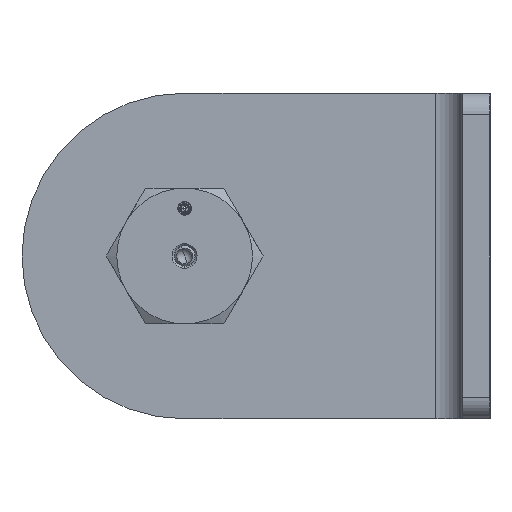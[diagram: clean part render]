
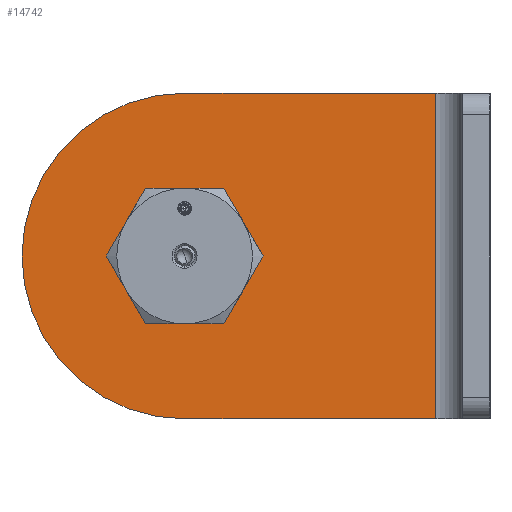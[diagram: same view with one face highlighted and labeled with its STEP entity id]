
A CAD part, left-side view. The second image highlights one B-rep face of the part: STEP entity #14742.
In plain terms, the highlighted face is planar.
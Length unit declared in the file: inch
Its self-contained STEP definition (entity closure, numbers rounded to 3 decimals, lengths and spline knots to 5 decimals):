
#111 = CARTESIAN_POINT ( 'NONE',  ( -1.5, 2.81, 0.25 ) ) ;
#863 = CARTESIAN_POINT ( 'NONE',  ( 1.5, 2.81, 0.25 ) ) ;
#981 = EDGE_CURVE ( 'NONE', #13384, #15016, #6669, .T. ) ;
#1050 = AXIS2_PLACEMENT_3D ( 'NONE', #7014, #15295, #3416 ) ;
#1311 = DIRECTION ( 'NONE',  ( 1., 0., 0. ) ) ;
#1649 = CARTESIAN_POINT ( 'NONE',  ( 0., 2.812, 0.25 ) ) ;
#1734 = EDGE_CURVE ( 'NONE', #12939, #2843, #10528, .T. ) ;
#1798 = CARTESIAN_POINT ( 'NONE',  ( 1.5, 0.5, 0.25 ) ) ;
#2008 = DIRECTION ( 'NONE',  ( 0., 1., 0. ) ) ;
#2050 = CARTESIAN_POINT ( 'NONE',  ( 0.5005, 2.812, 0.25 ) ) ;
#2583 = CARTESIAN_POINT ( 'NONE',  ( 0.438, 2.812, 0.25 ) ) ;
#2645 = DIRECTION ( 'NONE',  ( 1., 0., 0. ) ) ;
#2843 = VERTEX_POINT ( 'NONE', #7426 ) ;
#2857 = CIRCLE ( 'NONE', #10226, 0.0625 ) ;
#3297 = CARTESIAN_POINT ( 'NONE',  ( 1.5, 0.5, 0.25 ) ) ;
#3392 = CARTESIAN_POINT ( 'NONE',  ( -1.5, 0., 0.25 ) ) ;
#3416 = DIRECTION ( 'NONE',  ( 1., 0., 0. ) ) ;
#3832 = CARTESIAN_POINT ( 'NONE',  ( 0.438, 2.812, 0.25 ) ) ;
#3887 = DIRECTION ( 'NONE',  ( 0., 0., 1. ) ) ;
#4499 = CIRCLE ( 'NONE', #13414, 0.453 ) ;
#4528 = AXIS2_PLACEMENT_3D ( 'NONE', #15119, #6362, #8733 ) ;
#4593 = EDGE_LOOP ( 'NONE', ( #5922, #8234, #10006, #10271 ) ) ;
#4630 = AXIS2_PLACEMENT_3D ( 'NONE', #3832, #8686, #2645 ) ;
#4673 = EDGE_CURVE ( 'NONE', #2843, #15016, #13176, .T. ) ;
#4859 = VECTOR ( 'NONE', #2008, 39.37008 ) ;
#5163 = FACE_BOUND ( 'NONE', #11868, .T. ) ;
#5737 = EDGE_CURVE ( 'NONE', #12939, #13384, #8074, .T. ) ;
#5922 = ORIENTED_EDGE ( 'NONE', *, *, #981, .T. ) ;
#5945 = DIRECTION ( 'NONE',  ( 0., 1., 0. ) ) ;
#6362 = DIRECTION ( 'NONE',  ( 0., 0., 1. ) ) ;
#6393 = VERTEX_POINT ( 'NONE', #14259 ) ;
#6669 = CIRCLE ( 'NONE', #1050, 1.5 ) ;
#6970 = ORIENTED_EDGE ( 'NONE', *, *, #12940, .F. ) ;
#7014 = CARTESIAN_POINT ( 'NONE',  ( 0., 2.81, 0.25 ) ) ;
#7053 = EDGE_CURVE ( 'NONE', #15564, #8001, #2857, .T. ) ;
#7173 = CIRCLE ( 'NONE', #4630, 0.0625 ) ;
#7408 = ORIENTED_EDGE ( 'NONE', *, *, #8117, .F. ) ;
#7426 = CARTESIAN_POINT ( 'NONE',  ( -1.5, 0.5, 0.25 ) ) ;
#7444 = CARTESIAN_POINT ( 'NONE',  ( 0.4488, 2.87356, 0.25 ) ) ;
#8001 = VERTEX_POINT ( 'NONE', #7444 ) ;
#8074 = LINE ( 'NONE', #14371, #4859 ) ;
#8117 = EDGE_CURVE ( 'NONE', #6393, #15564, #7173, .T. ) ;
#8234 = ORIENTED_EDGE ( 'NONE', *, *, #4673, .F. ) ;
#8686 = DIRECTION ( 'NONE',  ( 0., 0., 1. ) ) ;
#8733 = DIRECTION ( 'NONE',  ( 1., 0., 0. ) ) ;
#9322 = DIRECTION ( 'NONE',  ( -1., 0., 0. ) ) ;
#10006 = ORIENTED_EDGE ( 'NONE', *, *, #1734, .F. ) ;
#10226 = AXIS2_PLACEMENT_3D ( 'NONE', #2583, #12224, #1311 ) ;
#10271 = ORIENTED_EDGE ( 'NONE', *, *, #5737, .T. ) ;
#10528 = LINE ( 'NONE', #3297, #12301 ) ;
#11868 = EDGE_LOOP ( 'NONE', ( #7408, #6970, #15460 ) ) ;
#12224 = DIRECTION ( 'NONE',  ( 0., 0., 1. ) ) ;
#12301 = VECTOR ( 'NONE', #9322, 39.37008 ) ;
#12327 = FACE_OUTER_BOUND ( 'NONE', #4593, .T. ) ;
#12939 = VERTEX_POINT ( 'NONE', #1798 ) ;
#12940 = EDGE_CURVE ( 'NONE', #8001, #6393, #4499, .T. ) ;
#13176 = LINE ( 'NONE', #3392, #14484 ) ;
#13384 = VERTEX_POINT ( 'NONE', #863 ) ;
#13414 = AXIS2_PLACEMENT_3D ( 'NONE', #1649, #3887, #13765 ) ;
#13765 = DIRECTION ( 'NONE',  ( 1., 0., 0. ) ) ;
#14259 = CARTESIAN_POINT ( 'NONE',  ( 0.4488, 2.75044, 0.25 ) ) ;
#14371 = CARTESIAN_POINT ( 'NONE',  ( 1.5, 0., 0.25 ) ) ;
#14484 = VECTOR ( 'NONE', #5945, 39.37008 ) ;
#14742 = ADVANCED_FACE ( 'NONE', ( #5163, #12327 ), #14794, .T. ) ;
#14794 = PLANE ( 'NONE',  #4528 ) ;
#15016 = VERTEX_POINT ( 'NONE', #111 ) ;
#15119 = CARTESIAN_POINT ( 'NONE',  ( 1.5, 0., 0.25 ) ) ;
#15295 = DIRECTION ( 'NONE',  ( 0., 0., 1. ) ) ;
#15460 = ORIENTED_EDGE ( 'NONE', *, *, #7053, .F. ) ;
#15564 = VERTEX_POINT ( 'NONE', #2050 ) ;
